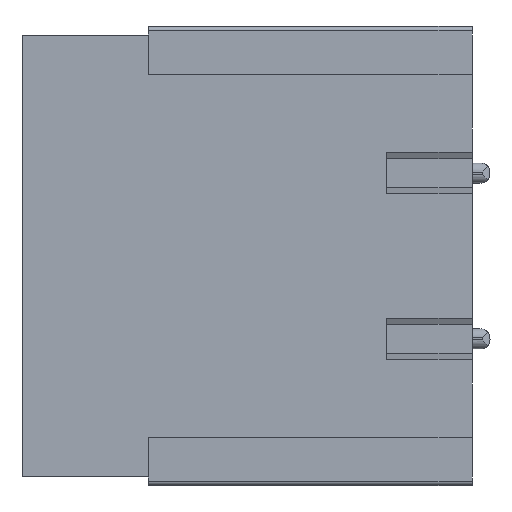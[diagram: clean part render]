
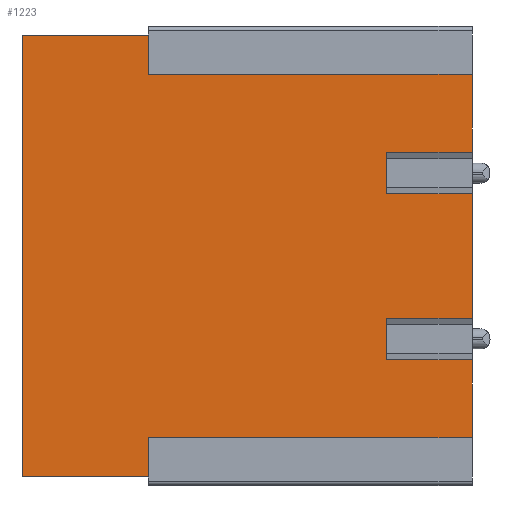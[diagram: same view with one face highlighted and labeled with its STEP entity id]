
A CAD part, left-side view. The second image highlights one B-rep face of the part: STEP entity #1223.
In plain terms, the highlighted planar face has unit normal (-1, 0, 0).
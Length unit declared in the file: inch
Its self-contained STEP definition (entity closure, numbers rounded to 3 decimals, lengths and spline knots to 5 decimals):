
#109=FACE_OUTER_BOUND('',#175,.T.);
#175=EDGE_LOOP('',(#975,#976,#977,#978,#979,#980,#981,#982,#983,#984,#985,
#986,#987,#988,#989,#990));
#214=LINE('',#1704,#354);
#239=LINE('',#1877,#379);
#243=LINE('',#1885,#383);
#247=LINE('',#1893,#387);
#281=LINE('',#1981,#421);
#285=LINE('',#1990,#425);
#286=LINE('',#1994,#426);
#295=LINE('',#2013,#435);
#299=LINE('',#2020,#439);
#300=LINE('',#2022,#440);
#301=LINE('',#2023,#441);
#302=LINE('',#2024,#442);
#303=LINE('',#2025,#443);
#304=LINE('',#2026,#444);
#305=LINE('',#2028,#445);
#306=LINE('',#2029,#446);
#354=VECTOR('',#1366,0.361);
#379=VECTOR('',#1453,0.08676);
#383=VECTOR('',#1457,0.13853);
#387=VECTOR('',#1461,0.08676);
#421=VECTOR('',#1535,0.04647);
#425=VECTOR('',#1541,0.04647);
#426=VECTOR('',#1544,0.492);
#435=VECTOR('',#1557,0.141);
#439=VECTOR('',#1563,0.141);
#440=VECTOR('',#1566,0.095);
#441=VECTOR('',#1567,0.095);
#442=VECTOR('',#1568,0.095);
#443=VECTOR('',#1569,0.095);
#444=VECTOR('',#1570,0.0435);
#445=VECTOR('',#1571,0.0435);
#446=VECTOR('',#1572,0.361);
#493=VERTEX_POINT('',#1700);
#495=VERTEX_POINT('',#1703);
#532=VERTEX_POINT('',#1876);
#535=VERTEX_POINT('',#1882);
#536=VERTEX_POINT('',#1884);
#539=VERTEX_POINT('',#1890);
#540=VERTEX_POINT('',#1892);
#572=VERTEX_POINT('',#1975);
#574=VERTEX_POINT('',#1979);
#576=VERTEX_POINT('',#1984);
#578=VERTEX_POINT('',#1988);
#579=VERTEX_POINT('',#1992);
#580=VERTEX_POINT('',#1993);
#588=VERTEX_POINT('',#2011);
#589=VERTEX_POINT('',#2016);
#591=VERTEX_POINT('',#2027);
#614=EDGE_CURVE('',#495,#493,#214,.T.);
#665=EDGE_CURVE('',#532,#495,#239,.T.);
#669=EDGE_CURVE('',#536,#535,#243,.T.);
#673=EDGE_CURVE('',#540,#539,#247,.T.);
#717=EDGE_CURVE('',#572,#574,#281,.T.);
#721=EDGE_CURVE('',#576,#578,#285,.T.);
#722=EDGE_CURVE('',#579,#580,#286,.T.);
#731=EDGE_CURVE('',#579,#588,#295,.T.);
#735=EDGE_CURVE('',#580,#589,#299,.T.);
#736=EDGE_CURVE('',#539,#576,#300,.T.);
#737=EDGE_CURVE('',#536,#578,#301,.T.);
#738=EDGE_CURVE('',#535,#572,#302,.T.);
#739=EDGE_CURVE('',#532,#574,#303,.T.);
#740=EDGE_CURVE('',#589,#493,#304,.T.);
#741=EDGE_CURVE('',#588,#591,#305,.T.);
#742=EDGE_CURVE('',#540,#591,#306,.T.);
#975=ORIENTED_EDGE('',*,*,#736,.T.);
#976=ORIENTED_EDGE('',*,*,#721,.T.);
#977=ORIENTED_EDGE('',*,*,#737,.F.);
#978=ORIENTED_EDGE('',*,*,#669,.T.);
#979=ORIENTED_EDGE('',*,*,#738,.T.);
#980=ORIENTED_EDGE('',*,*,#717,.T.);
#981=ORIENTED_EDGE('',*,*,#739,.F.);
#982=ORIENTED_EDGE('',*,*,#665,.T.);
#983=ORIENTED_EDGE('',*,*,#614,.T.);
#984=ORIENTED_EDGE('',*,*,#740,.F.);
#985=ORIENTED_EDGE('',*,*,#735,.F.);
#986=ORIENTED_EDGE('',*,*,#722,.F.);
#987=ORIENTED_EDGE('',*,*,#731,.T.);
#988=ORIENTED_EDGE('',*,*,#741,.T.);
#989=ORIENTED_EDGE('',*,*,#742,.F.);
#990=ORIENTED_EDGE('',*,*,#673,.T.);
#1165=PLANE('',#1317);
#1223=ADVANCED_FACE('',(#109),#1165,.T.);
#1317=AXIS2_PLACEMENT_3D('',#2021,#1564,#1565);
#1366=DIRECTION('',(0.,1.,0.));
#1453=DIRECTION('',(0.,0.,1.));
#1457=DIRECTION('',(0.,0.,1.));
#1461=DIRECTION('',(0.,0.,1.));
#1535=DIRECTION('',(0.,0.,1.));
#1541=DIRECTION('',(0.,0.,1.));
#1544=DIRECTION('',(0.,0.,1.));
#1557=DIRECTION('',(0.,-1.,0.));
#1563=DIRECTION('',(0.,-1.,0.));
#1564=DIRECTION('center_axis',(-1.,0.,0.));
#1565=DIRECTION('ref_axis',(0.,0.,1.));
#1566=DIRECTION('',(0.,1.,0.));
#1567=DIRECTION('',(0.,1.,0.));
#1568=DIRECTION('',(0.,1.,0.));
#1569=DIRECTION('',(0.,1.,0.));
#1570=DIRECTION('',(0.,0.,-1.));
#1571=DIRECTION('',(0.,0.,1.));
#1572=DIRECTION('',(0.,1.,0.));
#1700=CARTESIAN_POINT('',(-0.1455,0.,0.2025));
#1703=CARTESIAN_POINT('',(-0.1455,-0.361,0.2025));
#1704=CARTESIAN_POINT('',(-0.1455,-0.361,0.2025));
#1876=CARTESIAN_POINT('',(-0.1455,-0.361,0.11574));
#1877=CARTESIAN_POINT('',(-0.1455,-0.361,0.11574));
#1882=CARTESIAN_POINT('',(-0.1455,-0.361,0.06926));
#1884=CARTESIAN_POINT('',(-0.1455,-0.361,-0.06926));
#1885=CARTESIAN_POINT('',(-0.1455,-0.361,-0.06926));
#1890=CARTESIAN_POINT('',(-0.1455,-0.361,-0.11574));
#1892=CARTESIAN_POINT('',(-0.1455,-0.361,-0.2025));
#1893=CARTESIAN_POINT('',(-0.1455,-0.361,-0.2025));
#1975=CARTESIAN_POINT('',(-0.1455,-0.266,0.06926));
#1979=CARTESIAN_POINT('',(-0.1455,-0.266,0.11574));
#1981=CARTESIAN_POINT('',(-0.1455,-0.266,-0.246));
#1984=CARTESIAN_POINT('',(-0.1455,-0.266,-0.11574));
#1988=CARTESIAN_POINT('',(-0.1455,-0.266,-0.06926));
#1990=CARTESIAN_POINT('',(-0.1455,-0.266,-0.246));
#1992=CARTESIAN_POINT('',(-0.1455,0.141,-0.246));
#1993=CARTESIAN_POINT('',(-0.1455,0.141,0.246));
#1994=CARTESIAN_POINT('',(-0.1455,0.141,-0.246));
#2011=CARTESIAN_POINT('',(-0.1455,0.,-0.246));
#2013=CARTESIAN_POINT('',(-0.1455,0.141,-0.246));
#2016=CARTESIAN_POINT('',(-0.1455,0.,0.246));
#2020=CARTESIAN_POINT('',(-0.1455,0.141,0.246));
#2021=CARTESIAN_POINT('Origin',(-0.1455,-0.361,0.11574));
#2022=CARTESIAN_POINT('',(-0.1455,-0.361,-0.11574));
#2023=CARTESIAN_POINT('',(-0.1455,-0.361,-0.06926));
#2024=CARTESIAN_POINT('',(-0.1455,-0.361,0.06926));
#2025=CARTESIAN_POINT('',(-0.1455,-0.361,0.11574));
#2026=CARTESIAN_POINT('',(-0.1455,0.,0.251));
#2027=CARTESIAN_POINT('',(-0.1455,0.,-0.2025));
#2028=CARTESIAN_POINT('',(-0.1455,0.,-0.246));
#2029=CARTESIAN_POINT('',(-0.1455,-0.361,-0.2025));
